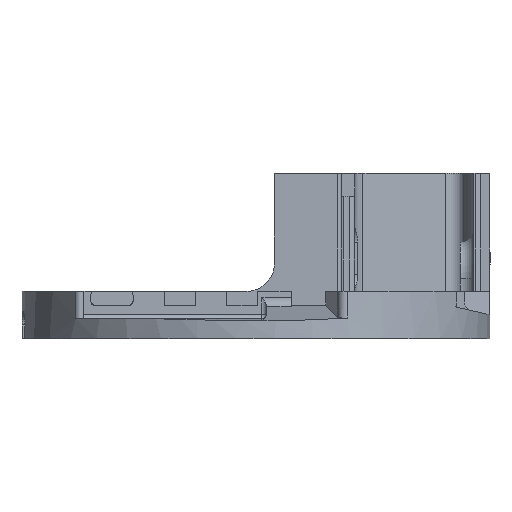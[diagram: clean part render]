
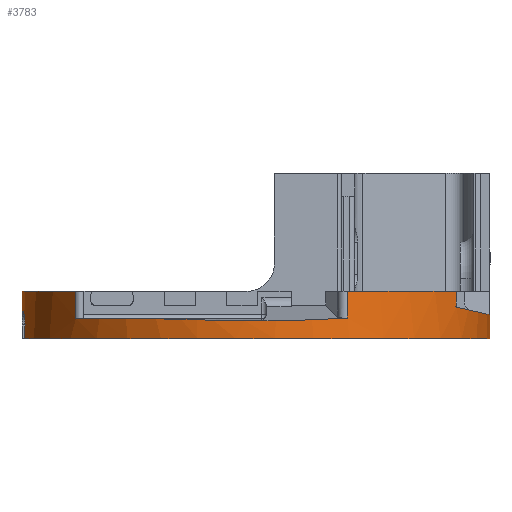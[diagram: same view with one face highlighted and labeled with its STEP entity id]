
A CAD part, front view. The second image highlights one B-rep face of the part: STEP entity #3783.
In plain terms, the highlighted cylindrical face has radius 51 mm (diameter 102 mm), a partial arc.
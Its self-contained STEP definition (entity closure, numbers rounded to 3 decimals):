
#52=ELLIPSE('',#4022,51.586,51.);
#54=ELLIPSE('',#4027,72.125,51.);
#55=ELLIPSE('',#4029,52.244,51.);
#61=B_SPLINE_CURVE_WITH_KNOTS('',3,(#5679,#5680,#5681,#5682,#5683,#5684),
 .UNSPECIFIED.,.F.,.F.,(4,2,4),(-2.156,-1.758,-0.904),
 .UNSPECIFIED.);
#62=B_SPLINE_CURVE_WITH_KNOTS('',3,(#5718,#5719,#5720,#5721,#5722,#5723),
 .UNSPECIFIED.,.F.,.F.,(4,2,4),(0.944,1.039,1.133),
 .UNSPECIFIED.);
#63=B_SPLINE_CURVE_WITH_KNOTS('',3,(#5727,#5728,#5729,#5730,#5731,#5732,
#5733,#5734),.UNSPECIFIED.,.F.,.F.,(4,2,2,4),(0.,0.094,0.188,
0.189),.UNSPECIFIED.);
#203=FACE_OUTER_BOUND('',#400,.T.);
#400=EDGE_LOOP('',(#2657,#2658,#2659,#2660,#2661,#2662,#2663,#2664,#2665,
#2666,#2667,#2668,#2669,#2670,#2671,#2672,#2673));
#664=LINE('',#5710,#1048);
#665=LINE('',#5714,#1049);
#666=LINE('',#5736,#1050);
#667=LINE('',#5740,#1051);
#668=LINE('',#5744,#1052);
#669=LINE('',#5747,#1053);
#1048=VECTOR('',#4527,1.);
#1049=VECTOR('',#4530,10.);
#1050=VECTOR('',#4535,10.);
#1051=VECTOR('',#4538,10.);
#1052=VECTOR('',#4541,10.);
#1053=VECTOR('',#4544,10.);
#1393=CIRCLE('',#4016,51.);
#1396=CIRCLE('',#4025,51.);
#1397=CIRCLE('',#4026,51.);
#1398=CIRCLE('',#4028,51.);
#1399=CIRCLE('',#4030,51.);
#1608=VERTEX_POINT('',#5676);
#1609=VERTEX_POINT('',#5678);
#1610=VERTEX_POINT('',#5687);
#1613=VERTEX_POINT('',#5699);
#1617=VERTEX_POINT('',#5709);
#1618=VERTEX_POINT('',#5711);
#1619=VERTEX_POINT('',#5713);
#1620=VERTEX_POINT('',#5715);
#1621=VERTEX_POINT('',#5717);
#1622=VERTEX_POINT('',#5724);
#1623=VERTEX_POINT('',#5726);
#1624=VERTEX_POINT('',#5735);
#1625=VERTEX_POINT('',#5737);
#1626=VERTEX_POINT('',#5739);
#1627=VERTEX_POINT('',#5741);
#1628=VERTEX_POINT('',#5743);
#1629=VERTEX_POINT('',#5745);
#2011=EDGE_CURVE('',#1608,#1609,#61,.T.);
#2014=EDGE_CURVE('',#1608,#1610,#1393,.T.);
#2019=EDGE_CURVE('',#1613,#1609,#52,.T.);
#2024=EDGE_CURVE('',#1617,#1610,#664,.T.);
#2025=EDGE_CURVE('',#1617,#1618,#1396,.T.);
#2026=EDGE_CURVE('',#1619,#1618,#665,.T.);
#2027=EDGE_CURVE('',#1619,#1620,#1397,.T.);
#2028=EDGE_CURVE('',#1621,#1620,#62,.T.);
#2029=EDGE_CURVE('',#1622,#1621,#54,.T.);
#2030=EDGE_CURVE('',#1623,#1622,#63,.T.);
#2031=EDGE_CURVE('',#1623,#1624,#666,.T.);
#2032=EDGE_CURVE('',#1625,#1624,#1398,.T.);
#2033=EDGE_CURVE('',#1625,#1626,#667,.T.);
#2034=EDGE_CURVE('',#1626,#1627,#55,.T.);
#2035=EDGE_CURVE('',#1627,#1628,#668,.T.);
#2036=EDGE_CURVE('',#1628,#1629,#1399,.T.);
#2037=EDGE_CURVE('',#1613,#1629,#669,.T.);
#2657=ORIENTED_EDGE('',*,*,#2011,.F.);
#2658=ORIENTED_EDGE('',*,*,#2014,.T.);
#2659=ORIENTED_EDGE('',*,*,#2024,.F.);
#2660=ORIENTED_EDGE('',*,*,#2025,.T.);
#2661=ORIENTED_EDGE('',*,*,#2026,.F.);
#2662=ORIENTED_EDGE('',*,*,#2027,.T.);
#2663=ORIENTED_EDGE('',*,*,#2028,.F.);
#2664=ORIENTED_EDGE('',*,*,#2029,.F.);
#2665=ORIENTED_EDGE('',*,*,#2030,.F.);
#2666=ORIENTED_EDGE('',*,*,#2031,.T.);
#2667=ORIENTED_EDGE('',*,*,#2032,.F.);
#2668=ORIENTED_EDGE('',*,*,#2033,.T.);
#2669=ORIENTED_EDGE('',*,*,#2034,.T.);
#2670=ORIENTED_EDGE('',*,*,#2035,.T.);
#2671=ORIENTED_EDGE('',*,*,#2036,.T.);
#2672=ORIENTED_EDGE('',*,*,#2037,.F.);
#2673=ORIENTED_EDGE('',*,*,#2019,.T.);
#3681=CYLINDRICAL_SURFACE('',#4024,51.);
#3783=ADVANCED_FACE('',(#203),#3681,.T.);
#4016=AXIS2_PLACEMENT_3D('',#5689,#4504,#4505);
#4022=AXIS2_PLACEMENT_3D('',#5700,#4518,#4519);
#4024=AXIS2_PLACEMENT_3D('',#5708,#4525,#4526);
#4025=AXIS2_PLACEMENT_3D('',#5712,#4528,#4529);
#4026=AXIS2_PLACEMENT_3D('',#5716,#4531,#4532);
#4027=AXIS2_PLACEMENT_3D('',#5725,#4533,#4534);
#4028=AXIS2_PLACEMENT_3D('',#5738,#4536,#4537);
#4029=AXIS2_PLACEMENT_3D('',#5742,#4539,#4540);
#4030=AXIS2_PLACEMENT_3D('',#5746,#4542,#4543);
#4504=DIRECTION('center_axis',(0.,0.,-1.));
#4505=DIRECTION('ref_axis',(1.,0.,0.));
#4518=DIRECTION('center_axis',(0.,0.15,-0.989));
#4519=DIRECTION('ref_axis',(0.,0.989,0.15));
#4525=DIRECTION('center_axis',(0.,0.,1.));
#4526=DIRECTION('ref_axis',(1.,0.,0.));
#4527=DIRECTION('',(0.,0.,-1.));
#4528=DIRECTION('center_axis',(0.,0.,-1.));
#4529=DIRECTION('ref_axis',(1.,0.,0.));
#4530=DIRECTION('',(0.,0.,1.));
#4531=DIRECTION('center_axis',(0.,0.,1.));
#4532=DIRECTION('ref_axis',(1.,0.,0.));
#4533=DIRECTION('center_axis',(0.,0.707,-0.707));
#4534=DIRECTION('ref_axis',(0.,0.707,0.707));
#4535=DIRECTION('',(0.,0.,-1.));
#4536=DIRECTION('center_axis',(0.,0.,-1.));
#4537=DIRECTION('ref_axis',(1.,0.,0.));
#4538=DIRECTION('',(0.,0.,1.));
#4539=DIRECTION('center_axis',(-0.217,0.,-0.976));
#4540=DIRECTION('ref_axis',(0.976,0.,-0.217));
#4541=DIRECTION('',(0.,0.,1.));
#4542=DIRECTION('center_axis',(0.,0.,-1.));
#4543=DIRECTION('ref_axis',(1.,0.,0.));
#4544=DIRECTION('',(0.,0.,1.));
#5676=CARTESIAN_POINT('',(-21.82,-46.097,3.3));
#5678=CARTESIAN_POINT('',(-9.251,-50.154,2.993));
#5679=CARTESIAN_POINT('Ctrl Pts',(-21.82,-46.097,3.3));
#5680=CARTESIAN_POINT('Ctrl Pts',(-20.551,-46.697,3.3));
#5681=CARTESIAN_POINT('Ctrl Pts',(-19.253,-47.247,3.28));
#5682=CARTESIAN_POINT('Ctrl Pts',(-15.111,-48.803,3.185));
#5683=CARTESIAN_POINT('Ctrl Pts',(-12.186,-49.613,3.076));
#5684=CARTESIAN_POINT('Ctrl Pts',(-9.251,-50.154,2.993));
#5687=CARTESIAN_POINT('',(-39.27,-32.54,3.3));
#5689=CARTESIAN_POINT('Origin',(0.,0.,3.3));
#5699=CARTESIAN_POINT('',(19.913,-46.952,3.48));
#5700=CARTESIAN_POINT('Origin',(0.,0.,10.617));
#5708=CARTESIAN_POINT('Origin',(0.,0.,4.));
#5709=CARTESIAN_POINT('',(-39.27,-32.54,9.3));
#5710=CARTESIAN_POINT('',(-39.27,-32.54,4.));
#5711=CARTESIAN_POINT('',(-51.,0.,9.3));
#5712=CARTESIAN_POINT('Origin',(0.,0.,9.3));
#5713=CARTESIAN_POINT('',(-51.,0.,5.));
#5714=CARTESIAN_POINT('',(-51.,0.,4.));
#5715=CARTESIAN_POINT('',(-50.758,-4.964,5.));
#5716=CARTESIAN_POINT('Origin',(0.,0.,5.));
#5717=CARTESIAN_POINT('',(-50.554,-6.732,4.268));
#5718=CARTESIAN_POINT('Ctrl Pts',(-50.554,-6.732,4.268));
#5719=CARTESIAN_POINT('Ctrl Pts',(-50.583,-6.51,4.49));
#5720=CARTESIAN_POINT('Ctrl Pts',(-50.619,-6.229,4.682));
#5721=CARTESIAN_POINT('Ctrl Pts',(-50.691,-5.613,4.937));
#5722=CARTESIAN_POINT('Ctrl Pts',(-50.727,-5.279,5.));
#5723=CARTESIAN_POINT('Ctrl Pts',(-50.758,-4.964,5.));
#5724=CARTESIAN_POINT('',(-50.479,-7.268,3.732));
#5725=CARTESIAN_POINT('Origin',(0.,0.,11.));
#5726=CARTESIAN_POINT('',(-50.369,-8.,1.964));
#5727=CARTESIAN_POINT('Ctrl Pts',(-50.369,-8.,1.964));
#5728=CARTESIAN_POINT('Ctrl Pts',(-50.369,-8.,2.278));
#5729=CARTESIAN_POINT('Ctrl Pts',(-50.379,-7.937,2.613));
#5730=CARTESIAN_POINT('Ctrl Pts',(-50.418,-7.683,3.228));
#5731=CARTESIAN_POINT('Ctrl Pts',(-50.447,-7.491,3.508));
#5732=CARTESIAN_POINT('Ctrl Pts',(-50.479,-7.27,3.73));
#5733=CARTESIAN_POINT('Ctrl Pts',(-50.479,-7.269,3.731));
#5734=CARTESIAN_POINT('Ctrl Pts',(-50.479,-7.268,3.732));
#5735=CARTESIAN_POINT('',(-50.369,-8.,-1.));
#5736=CARTESIAN_POINT('',(-50.369,-8.,4.));
#5737=CARTESIAN_POINT('',(51.,0.,-1.));
#5738=CARTESIAN_POINT('Origin',(0.,0.,-1.));
#5739=CARTESIAN_POINT('',(51.,0.,4.2));
#5740=CARTESIAN_POINT('',(51.,0.,4.));
#5741=CARTESIAN_POINT('',(43.67,-26.342,5.829));
#5742=CARTESIAN_POINT('Origin',(0.,0.,15.533));
#5743=CARTESIAN_POINT('',(43.67,-26.342,9.3));
#5744=CARTESIAN_POINT('',(43.67,-26.342,4.));
#5745=CARTESIAN_POINT('',(19.913,-46.952,9.3));
#5746=CARTESIAN_POINT('Origin',(0.,0.,9.3));
#5747=CARTESIAN_POINT('',(19.913,-46.952,4.));
